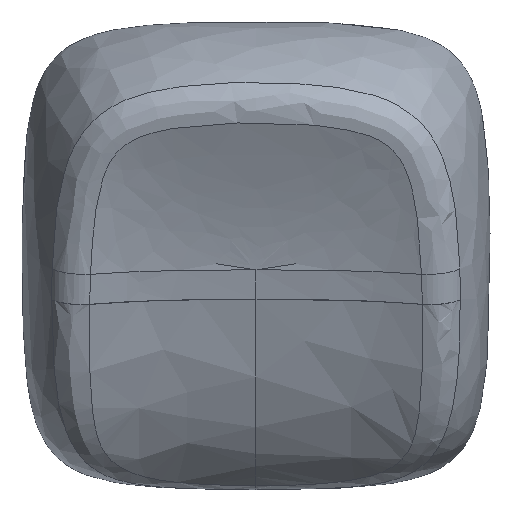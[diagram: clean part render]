
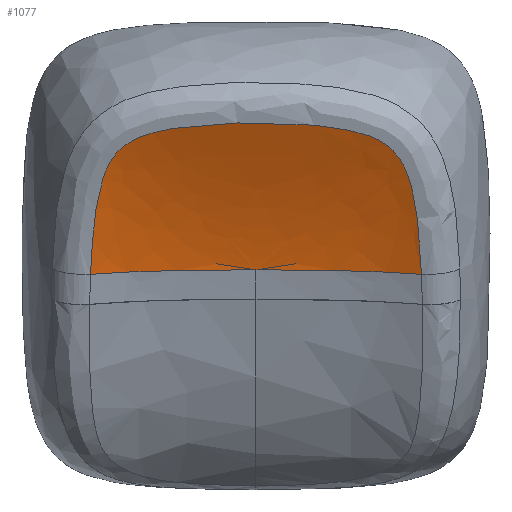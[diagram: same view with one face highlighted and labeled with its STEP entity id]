
A CAD part, top view. The second image highlights one B-rep face of the part: STEP entity #1077.
In plain terms, the highlighted free-form (B-spline) face has degree [3, 3] with [10, 5] control points.
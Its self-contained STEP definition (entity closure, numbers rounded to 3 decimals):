
#15=(
BOUNDED_CURVE()
B_SPLINE_CURVE(5,(#4588,#4589,#4590,#4591,#4592,#4593,#4594,#4595,#4596),
 .UNSPECIFIED.,.F.,.F.)
B_SPLINE_CURVE_WITH_KNOTS((6,1,1,1,6),(0.216,0.4,0.6,0.8,1.),
 .UNSPECIFIED.)
CURVE()
GEOMETRIC_REPRESENTATION_ITEM()
RATIONAL_B_SPLINE_CURVE((1.,1.,1.,1.,1.,1.,1.,1.,1.))
REPRESENTATION_ITEM('')
);
#16=(
BOUNDED_CURVE()
B_SPLINE_CURVE(5,(#4597,#4598,#4599,#4600,#4601,#4602,#4603,#4604,#4605),
 .UNSPECIFIED.,.F.,.F.)
B_SPLINE_CURVE_WITH_KNOTS((6,1,1,1,6),(0.216,0.4,0.6,0.8,1.),
 .UNSPECIFIED.)
CURVE()
GEOMETRIC_REPRESENTATION_ITEM()
RATIONAL_B_SPLINE_CURVE((1.,1.,1.,1.,1.,1.,1.,1.,1.))
REPRESENTATION_ITEM('')
);
#30=B_SPLINE_SURFACE_WITH_KNOTS('',3,3,((#4537,#4538,#4539,#4540,#4541),
(#4542,#4543,#4544,#4545,#4546),(#4547,#4548,#4549,#4550,#4551),(#4552,
#4553,#4554,#4555,#4556),(#4557,#4558,#4559,#4560,#4561),(#4562,#4563,#4564,
#4565,#4566),(#4567,#4568,#4569,#4570,#4571),(#4572,#4573,#4574,#4575,#4576),
(#4577,#4578,#4579,#4580,#4581),(#4582,#4583,#4584,#4585,#4586)),
 .UNSPECIFIED.,.F.,.F.,.F.,(4,1,1,1,1,1,1,4),(4,1,4),(0.,0.143,
0.286,0.429,0.571,0.714,
0.857,1.),(0.131,0.503,1.),
 .UNSPECIFIED.);
#83=B_SPLINE_CURVE_WITH_KNOTS('',3,(#4085,#4086,#4087,#4088,#4089,#4090,
#4091,#4092,#4093,#4094,#4095,#4096,#4097,#4098,#4099,#4100,#4101,#4102,
#4103,#4104,#4105),.UNSPECIFIED.,.F.,.F.,(4,2,1,1,1,1,1,1,1,1,1,1,1,1,1,
2,4),(0.,0.117,0.365,0.49,0.552,
0.614,0.738,0.862,1.11,
1.358,1.483,1.607,1.669,1.731,
1.855,2.103,2.22),.UNSPECIFIED.);
#175=FACE_OUTER_BOUND('',#235,.T.);
#235=EDGE_LOOP('',(#981,#982,#983));
#497=VERTEX_POINT('',#3936);
#500=VERTEX_POINT('',#4061);
#508=VERTEX_POINT('',#4587);
#656=EDGE_CURVE('',#497,#500,#83,.T.);
#670=EDGE_CURVE('',#497,#508,#15,.T.);
#671=EDGE_CURVE('',#500,#508,#16,.T.);
#981=ORIENTED_EDGE('',*,*,#656,.F.);
#982=ORIENTED_EDGE('',*,*,#670,.T.);
#983=ORIENTED_EDGE('',*,*,#671,.F.);
#1077=ADVANCED_FACE('',(#175),#30,.F.);
#3936=CARTESIAN_POINT('',(-6.363,-0.727,7.015));
#4061=CARTESIAN_POINT('',(6.363,-0.727,7.015));
#4085=CARTESIAN_POINT('Ctrl Pts',(-6.363,-0.727,
7.015));
#4086=CARTESIAN_POINT('Ctrl Pts',(-6.35,-0.357,7.11));
#4087=CARTESIAN_POINT('Ctrl Pts',(-6.33,0.013,
7.206));
#4088=CARTESIAN_POINT('Ctrl Pts',(-6.241,1.159,7.511));
#4089=CARTESIAN_POINT('Ctrl Pts',(-6.122,2.308,7.832));
#4090=CARTESIAN_POINT('Ctrl Pts',(-5.699,3.524,8.227));
#4091=CARTESIAN_POINT('Ctrl Pts',(-5.235,4.104,8.414));
#4092=CARTESIAN_POINT('Ctrl Pts',(-4.605,4.531,8.543));
#4093=CARTESIAN_POINT('Ctrl Pts',(-3.657,4.823,8.624));
#4094=CARTESIAN_POINT('Ctrl Pts',(-2.054,5.056,8.691));
#4095=CARTESIAN_POINT('Ctrl Pts',(0.,5.127,
8.712));
#4096=CARTESIAN_POINT('Ctrl Pts',(2.054,5.056,8.691));
#4097=CARTESIAN_POINT('Ctrl Pts',(3.657,4.823,8.624));
#4098=CARTESIAN_POINT('Ctrl Pts',(4.605,4.531,8.543));
#4099=CARTESIAN_POINT('Ctrl Pts',(5.235,4.104,8.414));
#4100=CARTESIAN_POINT('Ctrl Pts',(5.699,3.524,8.227));
#4101=CARTESIAN_POINT('Ctrl Pts',(6.122,2.308,7.832));
#4102=CARTESIAN_POINT('Ctrl Pts',(6.241,1.158,7.511));
#4103=CARTESIAN_POINT('Ctrl Pts',(6.33,0.013,7.206));
#4104=CARTESIAN_POINT('Ctrl Pts',(6.35,-0.357,7.11));
#4105=CARTESIAN_POINT('Ctrl Pts',(6.363,-0.727,7.015));
#4537=CARTESIAN_POINT('Ctrl Pts',(-6.739,-0.759,
7.134));
#4538=CARTESIAN_POINT('Ctrl Pts',(-6.218,-0.712,
6.958));
#4539=CARTESIAN_POINT('Ctrl Pts',(-4.807,-0.61,
6.575));
#4540=CARTESIAN_POINT('Ctrl Pts',(-2.279,-0.552,
6.359));
#4541=CARTESIAN_POINT('Ctrl Pts',(0.,-0.552,
6.359));
#4542=CARTESIAN_POINT('Ctrl Pts',(-6.739,0.406,7.446));
#4543=CARTESIAN_POINT('Ctrl Pts',(-6.218,0.285,7.225));
#4544=CARTESIAN_POINT('Ctrl Pts',(-4.807,0.,
6.739));
#4545=CARTESIAN_POINT('Ctrl Pts',(-2.279,-0.33,
6.418));
#4546=CARTESIAN_POINT('Ctrl Pts',(0.,-0.552,
6.359));
#4547=CARTESIAN_POINT('Ctrl Pts',(-6.572,2.713,8.064));
#4548=CARTESIAN_POINT('Ctrl Pts',(-6.059,2.281,7.76));
#4549=CARTESIAN_POINT('Ctrl Pts',(-4.588,1.188,7.057));
#4550=CARTESIAN_POINT('Ctrl Pts',(-2.093,0.051,
6.52));
#4551=CARTESIAN_POINT('Ctrl Pts',(0.,-0.552,
6.359));
#4552=CARTESIAN_POINT('Ctrl Pts',(-5.284,4.574,8.563));
#4553=CARTESIAN_POINT('Ctrl Pts',(-4.863,3.869,8.185));
#4554=CARTESIAN_POINT('Ctrl Pts',(-3.483,2.172,7.321));
#4555=CARTESIAN_POINT('Ctrl Pts',(-1.415,0.431,6.622));
#4556=CARTESIAN_POINT('Ctrl Pts',(0.,-0.552,
6.359));
#4557=CARTESIAN_POINT('Ctrl Pts',(-2.181,5.127,8.711));
#4558=CARTESIAN_POINT('Ctrl Pts',(-2.004,4.319,8.306));
#4559=CARTESIAN_POINT('Ctrl Pts',(-1.371,2.493,7.407));
#4560=CARTESIAN_POINT('Ctrl Pts',(-0.498,0.621,6.673));
#4561=CARTESIAN_POINT('Ctrl Pts',(0.,-0.552,
6.359));
#4562=CARTESIAN_POINT('Ctrl Pts',(2.187,5.126,8.711));
#4563=CARTESIAN_POINT('Ctrl Pts',(2.01,4.318,8.305));
#4564=CARTESIAN_POINT('Ctrl Pts',(1.374,2.492,7.407));
#4565=CARTESIAN_POINT('Ctrl Pts',(0.498,0.621,6.673));
#4566=CARTESIAN_POINT('Ctrl Pts',(0.,-0.552,
6.359));
#4567=CARTESIAN_POINT('Ctrl Pts',(5.279,4.573,8.563));
#4568=CARTESIAN_POINT('Ctrl Pts',(4.858,3.868,8.185));
#4569=CARTESIAN_POINT('Ctrl Pts',(3.48,2.171,7.32));
#4570=CARTESIAN_POINT('Ctrl Pts',(1.415,0.431,6.622));
#4571=CARTESIAN_POINT('Ctrl Pts',(0.,-0.552,
6.359));
#4572=CARTESIAN_POINT('Ctrl Pts',(6.571,2.713,8.064));
#4573=CARTESIAN_POINT('Ctrl Pts',(6.059,2.282,7.76));
#4574=CARTESIAN_POINT('Ctrl Pts',(4.587,1.188,7.057));
#4575=CARTESIAN_POINT('Ctrl Pts',(2.093,0.051,6.52));
#4576=CARTESIAN_POINT('Ctrl Pts',(0.,-0.552,
6.359));
#4577=CARTESIAN_POINT('Ctrl Pts',(6.739,0.406,7.446));
#4578=CARTESIAN_POINT('Ctrl Pts',(6.218,0.286,7.225));
#4579=CARTESIAN_POINT('Ctrl Pts',(4.807,0.,
6.739));
#4580=CARTESIAN_POINT('Ctrl Pts',(2.279,-0.33,6.418));
#4581=CARTESIAN_POINT('Ctrl Pts',(0.,-0.552,
6.359));
#4582=CARTESIAN_POINT('Ctrl Pts',(6.739,-0.759,7.134));
#4583=CARTESIAN_POINT('Ctrl Pts',(6.218,-0.712,6.958));
#4584=CARTESIAN_POINT('Ctrl Pts',(4.807,-0.61,6.575));
#4585=CARTESIAN_POINT('Ctrl Pts',(2.279,-0.552,6.359));
#4586=CARTESIAN_POINT('Ctrl Pts',(0.,-0.552,
6.359));
#4587=CARTESIAN_POINT('',(0.,-0.552,6.359));
#4588=CARTESIAN_POINT('Ctrl Pts',(-6.363,-0.727,7.015));
#4589=CARTESIAN_POINT('Ctrl Pts',(-6.195,-0.714,
6.965));
#4590=CARTESIAN_POINT('Ctrl Pts',(-5.825,-0.687,
6.863));
#4591=CARTESIAN_POINT('Ctrl Pts',(-5.202,-0.648,
6.717));
#4592=CARTESIAN_POINT('Ctrl Pts',(-4.211,-0.601,
6.544));
#4593=CARTESIAN_POINT('Ctrl Pts',(-2.885,-0.568,6.421));
#4594=CARTESIAN_POINT('Ctrl Pts',(-1.576,-0.555,
6.37));
#4595=CARTESIAN_POINT('Ctrl Pts',(-0.551,-0.552,
6.359));
#4596=CARTESIAN_POINT('Ctrl Pts',(0.,-0.552,
6.359));
#4597=CARTESIAN_POINT('Ctrl Pts',(6.363,-0.727,7.015));
#4598=CARTESIAN_POINT('Ctrl Pts',(6.195,-0.714,6.965));
#4599=CARTESIAN_POINT('Ctrl Pts',(5.825,-0.687,6.863));
#4600=CARTESIAN_POINT('Ctrl Pts',(5.202,-0.648,6.717));
#4601=CARTESIAN_POINT('Ctrl Pts',(4.211,-0.601,6.544));
#4602=CARTESIAN_POINT('Ctrl Pts',(2.885,-0.568,6.421));
#4603=CARTESIAN_POINT('Ctrl Pts',(1.576,-0.555,6.37));
#4604=CARTESIAN_POINT('Ctrl Pts',(0.551,-0.552,
6.359));
#4605=CARTESIAN_POINT('Ctrl Pts',(0.,-0.552,
6.359));
